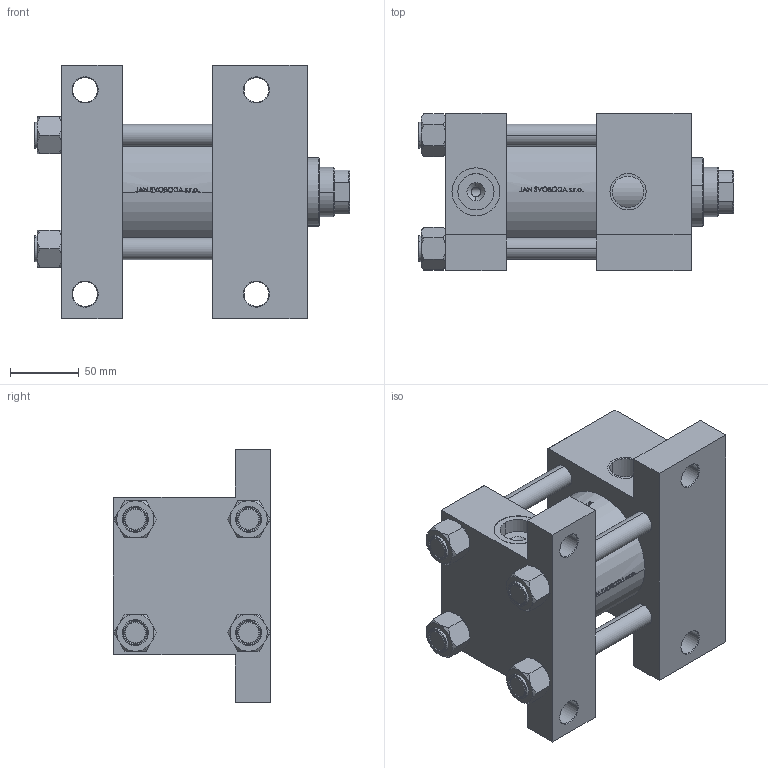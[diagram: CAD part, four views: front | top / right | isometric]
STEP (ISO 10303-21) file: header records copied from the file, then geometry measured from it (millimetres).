
FILE_DESCRIPTION (( 'STEP AP203' ), '1' );
FILE_NAME ('d7f4.STEP', '2022-09-19T11:17:31', ( '' ), ( '' ), 'SwSTEP 2.0', 'SolidWorks 2019', '' );
FILE_SCHEMA (( 'CONFIG_CONTROL_DESIGN' ));
Length unit declared in the file: millimetre
Products named in the file (6): V215CD_NUT_M5_G 35986946f3ab1ae78c5b13c292be2ff2; V215CD_G_Body 35986946f3ab1ae78c5b13c292be2ff2; V215CD_VC_G 35986946f3ab1ae78c5b13c292be2ff2; V215CD_G_TYCINKA 35986946f3ab1ae78c5b13c292be2ff2; V215CD_VCP_G 35986946f3ab1ae78c5b13c292be2ff2; d7f4
Assembly tree (11 placements, depth 2):
  d7f4
    V215CD_G_Body 35986946f3ab1ae78c5b13c292be2ff2
    V215CD_VC_G 35986946f3ab1ae78c5b13c292be2ff2
    V215CD_VCP_G 35986946f3ab1ae78c5b13c292be2ff2
    V215CD_G_TYCINKA 35986946f3ab1ae78c5b13c292be2ff2  x4
    V215CD_NUT_M5_G 35986946f3ab1ae78c5b13c292be2ff2  x4
Bounding box: 230 x 115 x 185 mm (x, y, z)
Volume: 1989784.7 mm3; surface area: 289604.8 mm2
Topology: 11 solids, 11 shells, 1135 faces, 2898 edges, 1867 vertices
Faces by surface type: plane 478, bspline 380, cone 144, cylinder 125, torus 8
Entity records: 47842 total; most frequent: CARTESIAN_POINT 25949, ORIENTED_EDGE 5060, DIRECTION 3108, EDGE_CURVE 2530, VERTEX_POINT 1645, VECTOR 1316, LINE 1316, EDGE_LOOP 1081
